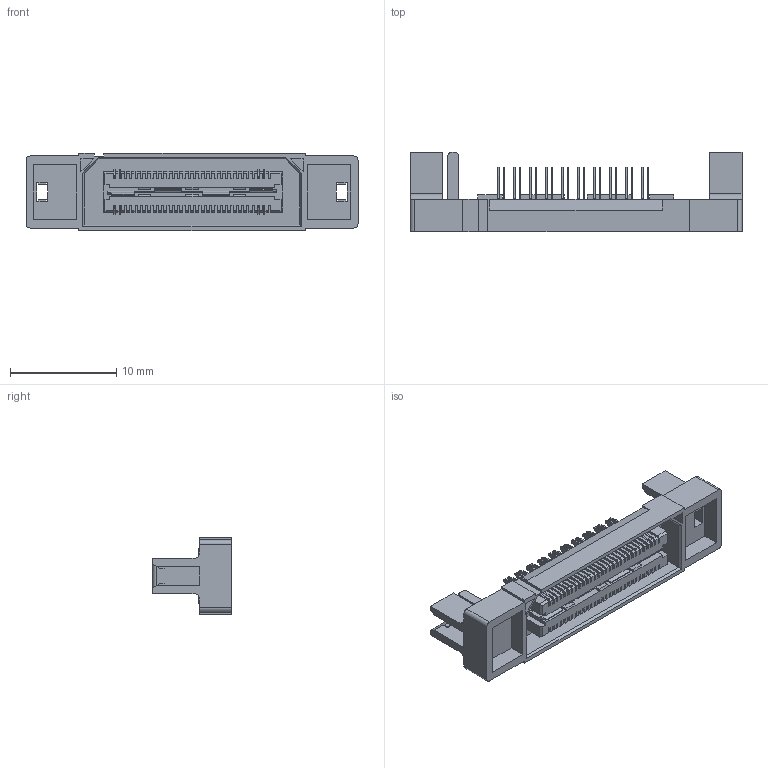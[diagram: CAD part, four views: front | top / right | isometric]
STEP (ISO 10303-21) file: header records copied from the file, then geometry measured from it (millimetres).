
FILE_DESCRIPTION((''),'2;1');
FILE_NAME('SAMTEC_QSH-020-01-L-D-DP-EM2.stp','2015-10-23T16:06:36',(''),(''),'Mechanical Desktop 2011','Mechanical Desktop 2011',', , ');
FILE_SCHEMA(('AUTOMOTIVE_DESIGN { 1 2 10303 214 1 1 1 1 }'));
Length unit declared in the file: millimetre
Products named in the file (1): Product
Bounding box: 31.18 x 7.49 x 7.24 mm (x, y, z)
Volume: 458.5 mm3; surface area: 1775.1 mm2
Topology: 54 solids, 54 shells, 1861 faces, 5210 edges, 3462 vertices
Faces by surface type: plane 1371, cylinder 422, bspline 68
Entity records: 59755 total; most frequent: CARTESIAN_POINT 11074, ORIENTED_EDGE 10420, DIRECTION 9722, EDGE_CURVE 5210, VECTOR 4286, LINE 4286, VERTEX_POINT 3462, AXIS2_PLACEMENT_3D 2718
